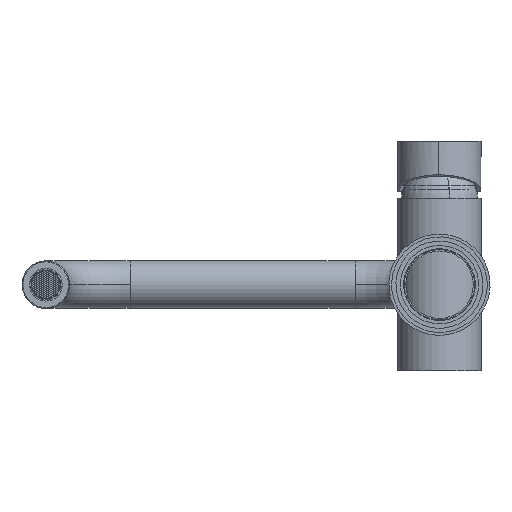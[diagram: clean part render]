
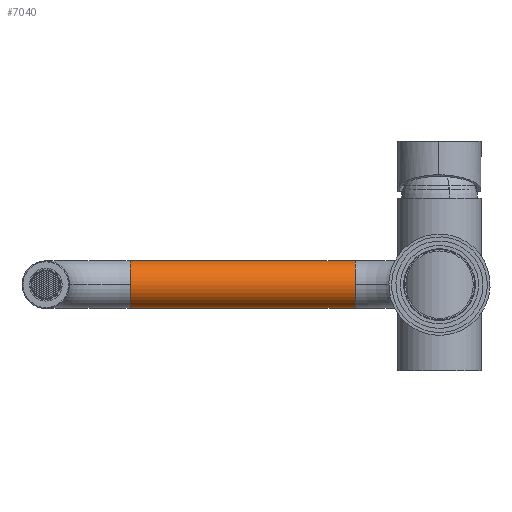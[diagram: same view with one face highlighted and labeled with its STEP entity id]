
A CAD part, front view. The second image highlights one B-rep face of the part: STEP entity #7040.
In plain terms, the highlighted cylindrical face has radius 12.7 mm (diameter 25.4 mm), a partial arc.
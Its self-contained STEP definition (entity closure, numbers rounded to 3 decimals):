
#1439 = VERTEX_POINT ( 'NONE', #15679 ) ;
#3033 = DIRECTION ( 'NONE',  ( 0., 0., 1. ) ) ;
#4976 = ORIENTED_EDGE ( 'NONE', *, *, #55352, .T. ) ;
#6587 = EDGE_CURVE ( 'NONE', #61217, #67409, #54265, .T. ) ;
#7040 = ADVANCED_FACE ( 'NONE', ( #11610 ), #31613, .T. ) ;
#7459 = EDGE_LOOP ( 'NONE', ( #8174, #44844, #4976, #50715, #21565, #25842 ) ) ;
#7619 = EDGE_CURVE ( 'NONE', #41858, #1439, #15530, .T. ) ;
#8026 = CARTESIAN_POINT ( 'NONE',  ( -165.001, 238.373, -12.685 ) ) ;
#8174 = ORIENTED_EDGE ( 'NONE', *, *, #6587, .F. ) ;
#9721 = VERTEX_POINT ( 'NONE', #48844 ) ;
#11610 = FACE_OUTER_BOUND ( 'NONE', #7459, .T. ) ;
#11738 = VECTOR ( 'NONE', #61747, 1000. ) ;
#12400 = CARTESIAN_POINT ( 'NONE',  ( -165., 225.673, 0.015 ) ) ;
#12984 = CARTESIAN_POINT ( 'NONE',  ( -45., 238.373, 0.004 ) ) ;
#13753 = CARTESIAN_POINT ( 'NONE',  ( -165., 238.373, 0.015 ) ) ;
#13812 = CARTESIAN_POINT ( 'NONE',  ( -45.001, 238.373, -12.696 ) ) ;
#15530 = CIRCLE ( 'NONE', #46100, 12.7 ) ;
#15679 = CARTESIAN_POINT ( 'NONE',  ( -164.999, 238.373, 12.715 ) ) ;
#17648 = CIRCLE ( 'NONE', #43018, 12.7 ) ;
#18360 = DIRECTION ( 'NONE',  ( 0., 0., 1. ) ) ;
#19118 = DIRECTION ( 'NONE',  ( 0., 0., 1. ) ) ;
#19290 = AXIS2_PLACEMENT_3D ( 'NONE', #13753, #51027, #19118 ) ;
#19779 = CIRCLE ( 'NONE', #19290, 12.7 ) ;
#20316 = DIRECTION ( 'NONE',  ( -1., 0., 0. ) ) ;
#21565 = ORIENTED_EDGE ( 'NONE', *, *, #7619, .F. ) ;
#25466 = AXIS2_PLACEMENT_3D ( 'NONE', #49637, #38932, #39158 ) ;
#25842 = ORIENTED_EDGE ( 'NONE', *, *, #54108, .F. ) ;
#29396 = VERTEX_POINT ( 'NONE', #44129 ) ;
#30746 = EDGE_CURVE ( 'NONE', #61217, #29396, #47577, .T. ) ;
#31613 = CYLINDRICAL_SURFACE ( 'NONE', #25466, 12.7 ) ;
#31934 = LINE ( 'NONE', #39563, #58506 ) ;
#34908 = DIRECTION ( 'NONE',  ( -1., 0., 0. ) ) ;
#36580 = CARTESIAN_POINT ( 'NONE',  ( -45.001, 238.373, -12.696 ) ) ;
#38932 = DIRECTION ( 'NONE',  ( -1., 0., 0. ) ) ;
#39158 = DIRECTION ( 'NONE',  ( 0., 0., 1. ) ) ;
#39563 = CARTESIAN_POINT ( 'NONE',  ( -44.999, 238.373, 12.704 ) ) ;
#40851 = EDGE_CURVE ( 'NONE', #9721, #1439, #31934, .T. ) ;
#41858 = VERTEX_POINT ( 'NONE', #12400 ) ;
#43018 = AXIS2_PLACEMENT_3D ( 'NONE', #52238, #20316, #57575 ) ;
#44129 = CARTESIAN_POINT ( 'NONE',  ( -45., 225.673, 0.004 ) ) ;
#44844 = ORIENTED_EDGE ( 'NONE', *, *, #30746, .T. ) ;
#44892 = DIRECTION ( 'NONE',  ( -1., 0., 0. ) ) ;
#46100 = AXIS2_PLACEMENT_3D ( 'NONE', #66730, #34908, #3033 ) ;
#47577 = CIRCLE ( 'NONE', #47637, 12.7 ) ;
#47637 = AXIS2_PLACEMENT_3D ( 'NONE', #12984, #50245, #18360 ) ;
#48844 = CARTESIAN_POINT ( 'NONE',  ( -44.999, 238.373, 12.704 ) ) ;
#49637 = CARTESIAN_POINT ( 'NONE',  ( -45., 238.373, 0.004 ) ) ;
#50245 = DIRECTION ( 'NONE',  ( -1., 0., 0. ) ) ;
#50715 = ORIENTED_EDGE ( 'NONE', *, *, #40851, .T. ) ;
#51027 = DIRECTION ( 'NONE',  ( -1., 0., 0. ) ) ;
#52238 = CARTESIAN_POINT ( 'NONE',  ( -45., 238.373, 0.004 ) ) ;
#54108 = EDGE_CURVE ( 'NONE', #67409, #41858, #19779, .T. ) ;
#54265 = LINE ( 'NONE', #13812, #11738 ) ;
#55352 = EDGE_CURVE ( 'NONE', #29396, #9721, #17648, .T. ) ;
#57575 = DIRECTION ( 'NONE',  ( 0., 0., 1. ) ) ;
#58506 = VECTOR ( 'NONE', #44892, 1000. ) ;
#61217 = VERTEX_POINT ( 'NONE', #36580 ) ;
#61747 = DIRECTION ( 'NONE',  ( -1., 0., 0. ) ) ;
#66730 = CARTESIAN_POINT ( 'NONE',  ( -165., 238.373, 0.015 ) ) ;
#67409 = VERTEX_POINT ( 'NONE', #8026 ) ;
